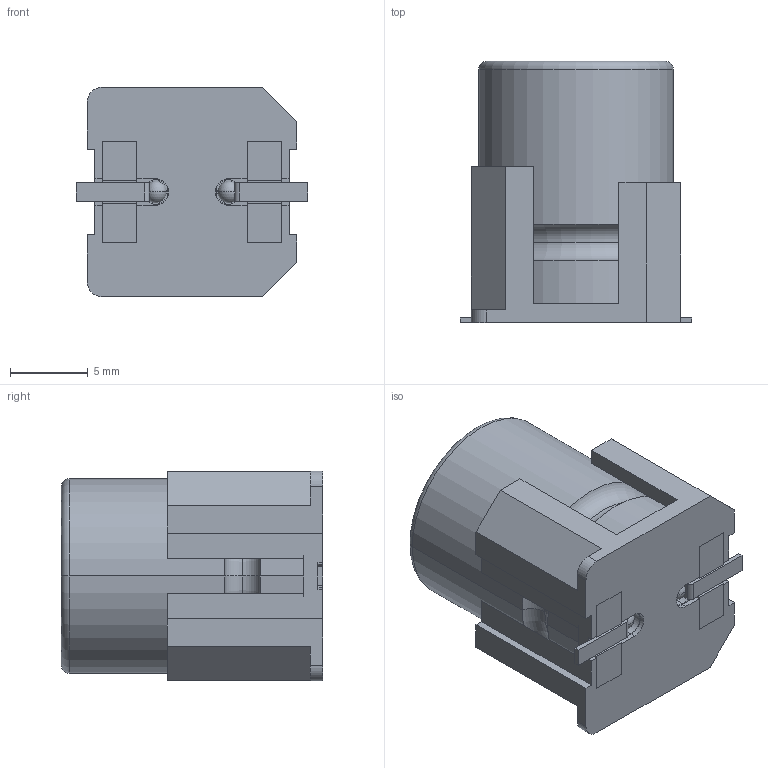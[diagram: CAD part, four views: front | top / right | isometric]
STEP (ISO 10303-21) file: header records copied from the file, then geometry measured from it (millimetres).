
FILE_DESCRIPTION (( 'STEP AP214' ), '1' );
FILE_NAME ('懴怳昳兂12.5 SIZE CODE H16.stp', '2018-07-22T23:47:15', ( '' ), ( '' ), 'SwSTEP 2.0', 'SolidWorks 2015', '' );
FILE_SCHEMA (( 'AUTOMOTIVE_DESIGN' ));
Length unit declared in the file: millimetre
Products named in the file (5): SIZE CODE H16-002; SIZE CODE H16-004; 懴怳昳兂12.5 SIZE CODE H16; SIZE CODE H16-001; SIZE CODE H16-003
Assembly tree (6 placements, depth 2):
  懴怳昳兂12.5 SIZE CODE H16
    SIZE CODE H16-001
    SIZE CODE H16-002
    SIZE CODE H16-003  x2
    SIZE CODE H16-004  x2
Bounding box: 14.9 x 16.8 x 13.5 mm (x, y, z)
Volume: 2340.8 mm3; surface area: 1923.6 mm2
Topology: 6 solids, 6 shells, 145 faces, 388 edges, 252 vertices
Faces by surface type: plane 113, cylinder 22, torus 6, sphere 4
Entity records: 3824 total; most frequent: CARTESIAN_POINT 640, ORIENTED_EDGE 622, DIRECTION 617, EDGE_CURVE 311, VECTOR 255, LINE 255, VERTEX_POINT 204, AXIS2_PLACEMENT_3D 181
